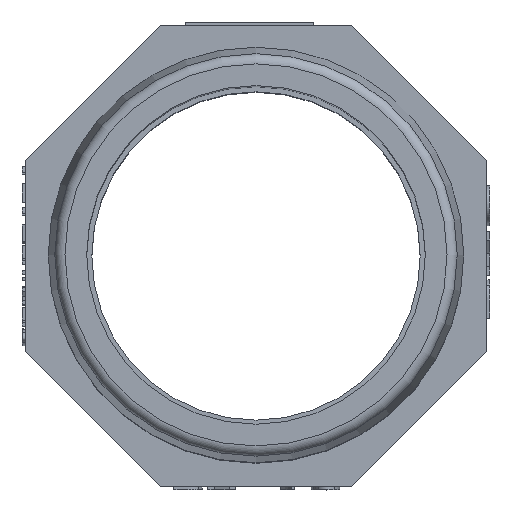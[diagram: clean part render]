
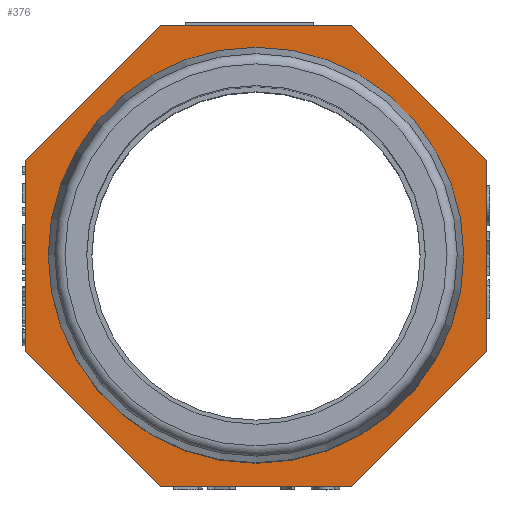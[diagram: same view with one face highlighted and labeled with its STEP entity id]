
A CAD part, top view. The second image highlights one B-rep face of the part: STEP entity #376.
In plain terms, the highlighted planar face has unit normal (0, 0, 1).
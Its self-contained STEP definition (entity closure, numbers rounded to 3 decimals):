
#335=CIRCLE('',#4395,19.5);
#376=ADVANCED_FACE('',(#1315,#1316),#619,.T.);
#619=PLANE('',#4420);
#785=LINE('',#5468,#1001);
#791=LINE('',#5977,#1007);
#795=LINE('',#6125,#1011);
#799=LINE('',#6307,#1015);
#806=LINE('',#8418,#1022);
#807=LINE('',#8420,#1023);
#808=LINE('',#8422,#1024);
#809=LINE('',#8424,#1025);
#1001=VECTOR('',#4605,1.);
#1007=VECTOR('',#4613,1.);
#1011=VECTOR('',#4619,1.);
#1015=VECTOR('',#4625,1.);
#1022=VECTOR('',#4660,1.);
#1023=VECTOR('',#4663,1.);
#1024=VECTOR('',#4666,1.);
#1025=VECTOR('',#4669,1.);
#1315=FACE_BOUND('',#1401,.T.);
#1316=FACE_BOUND('',#1402,.T.);
#1401=EDGE_LOOP('',(#1891));
#1402=EDGE_LOOP('',(#1892,#1893,#1894,#1895,#1896,#1897,#1898,#1899));
#1891=ORIENTED_EDGE('',*,*,#3502,.F.);
#1892=ORIENTED_EDGE('',*,*,#3499,.T.);
#1893=ORIENTED_EDGE('',*,*,#3525,.T.);
#1894=ORIENTED_EDGE('',*,*,#3464,.T.);
#1895=ORIENTED_EDGE('',*,*,#3524,.T.);
#1896=ORIENTED_EDGE('',*,*,#3351,.T.);
#1897=ORIENTED_EDGE('',*,*,#3523,.T.);
#1898=ORIENTED_EDGE('',*,*,#3437,.T.);
#1899=ORIENTED_EDGE('',*,*,#3522,.T.);
#2929=VERTEX_POINT('',#5467);
#2930=VERTEX_POINT('',#5469);
#3015=VERTEX_POINT('',#5976);
#3016=VERTEX_POINT('',#5978);
#3042=VERTEX_POINT('',#6124);
#3043=VERTEX_POINT('',#6126);
#3077=VERTEX_POINT('',#6306);
#3078=VERTEX_POINT('',#6308);
#3080=VERTEX_POINT('',#6314);
#3351=EDGE_CURVE('',#2930,#2929,#785,.T.);
#3437=EDGE_CURVE('',#3016,#3015,#791,.T.);
#3464=EDGE_CURVE('',#3043,#3042,#795,.T.);
#3499=EDGE_CURVE('',#3078,#3077,#799,.T.);
#3502=EDGE_CURVE('',#3080,#3080,#335,.T.);
#3522=EDGE_CURVE('',#3015,#3078,#806,.T.);
#3523=EDGE_CURVE('',#2929,#3016,#807,.T.);
#3524=EDGE_CURVE('',#3042,#2930,#808,.T.);
#3525=EDGE_CURVE('',#3077,#3043,#809,.T.);
#4395=AXIS2_PLACEMENT_3D('',#6313,#4630,#4631);
#4420=AXIS2_PLACEMENT_3D('',#8438,#4688,#4689);
#4605=DIRECTION('',(-1.,0.,0.));
#4613=DIRECTION('',(0.,-1.,0.));
#4619=DIRECTION('',(0.,1.,0.));
#4625=DIRECTION('',(1.,0.,0.));
#4630=DIRECTION('',(0.,0.,1.));
#4631=DIRECTION('',(1.,0.,0.));
#4660=DIRECTION('',(0.707,-0.707,0.));
#4663=DIRECTION('',(-0.707,-0.707,0.));
#4666=DIRECTION('',(-0.707,0.707,0.));
#4669=DIRECTION('',(0.707,0.707,0.));
#4688=DIRECTION('',(0.,0.,1.));
#4689=DIRECTION('',(1.,0.,0.));
#5467=CARTESIAN_POINT('',(-9.32,32.,-36.502));
#5468=CARTESIAN_POINT('',(9.32,32.,-36.502));
#5469=CARTESIAN_POINT('',(9.32,32.,-36.502));
#5976=CARTESIAN_POINT('',(-22.5,0.18,-36.502));
#5977=CARTESIAN_POINT('',(-22.5,18.82,-36.502));
#5978=CARTESIAN_POINT('',(-22.5,18.82,-36.502));
#6124=CARTESIAN_POINT('',(22.5,18.82,-36.502));
#6125=CARTESIAN_POINT('',(22.5,0.18,-36.502));
#6126=CARTESIAN_POINT('',(22.5,0.18,-36.502));
#6306=CARTESIAN_POINT('',(9.32,-13.,-36.502));
#6307=CARTESIAN_POINT('',(-9.32,-13.,-36.502));
#6308=CARTESIAN_POINT('',(-9.32,-13.,-36.502));
#6313=CARTESIAN_POINT('',(0.,9.5,-36.502));
#6314=CARTESIAN_POINT('',(19.5,9.5,-36.502));
#8418=CARTESIAN_POINT('',(-22.5,0.18,-36.502));
#8420=CARTESIAN_POINT('',(-9.32,32.,-36.502));
#8422=CARTESIAN_POINT('',(22.5,18.82,-36.502));
#8424=CARTESIAN_POINT('',(9.32,-13.,-36.502));
#8438=CARTESIAN_POINT('',(0.,0.,-36.502));
